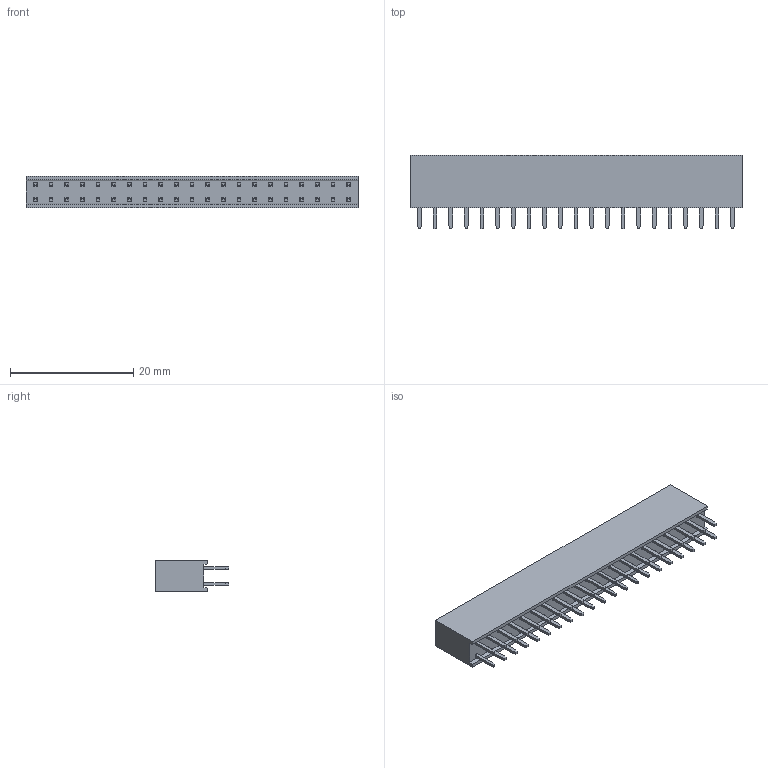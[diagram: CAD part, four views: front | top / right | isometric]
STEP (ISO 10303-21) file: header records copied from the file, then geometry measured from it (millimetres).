
FILE_DESCRIPTION (( 'STEP AP214' ), '1' );
FILE_NAME ('PPPC212LFBN-RC.STEP', '2022-08-11T04:35:26', ( '' ), ( '' ), 'SwSTEP 2.0', 'SolidWorks 2020', '' );
FILE_SCHEMA (( 'AUTOMOTIVE_DESIGN' ));
Length unit declared in the file: inch
Products named in the file (3): 2 row tin body_21; PPPC212LFBN-RC; 2 row tin pins
Assembly tree (22 placements, depth 2):
  PPPC212LFBN-RC
    2 row tin body_21
    2 row tin pins  x21
Bounding box: 53.85 x 11.91 x 5.08 mm (x, y, z)
Volume: 2146.9 mm3; surface area: 3339.2 mm2
Topology: 85 solids, 85 shells, 1186 faces, 2880 edges, 1864 vertices
Faces by surface type: plane 976, cylinder 210
Entity records: 11505 total; most frequent: CARTESIAN_POINT 1955, ORIENTED_EDGE 1920, DIRECTION 1802, EDGE_CURVE 960, VECTOR 940, LINE 940, VERTEX_POINT 584, EDGE_LOOP 470
